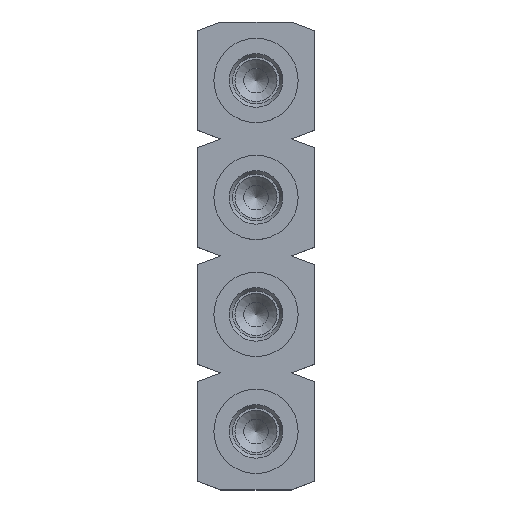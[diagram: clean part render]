
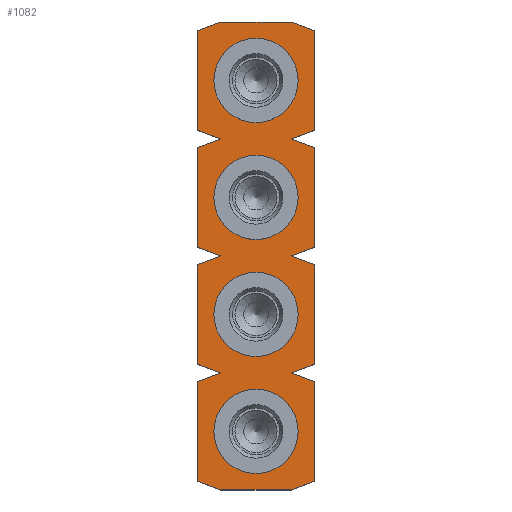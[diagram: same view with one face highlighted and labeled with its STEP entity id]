
A CAD part, top view. The second image highlights one B-rep face of the part: STEP entity #1082.
In plain terms, the highlighted face is planar.
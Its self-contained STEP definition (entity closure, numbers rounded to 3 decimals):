
#519 = VERTEX_POINT('',#520);
#520 = CARTESIAN_POINT('',(0.191,0.,-1.27));
#535 = VERTEX_POINT('',#536);
#536 = CARTESIAN_POINT('',(2.35,0.,-1.27));
#542 = EDGE_CURVE('',#535,#519,#543,.T.);
#543 = LINE('',#544,#545);
#544 = CARTESIAN_POINT('',(10.16,0.,-1.27));
#545 = VECTOR('',#546,1.);
#546 = DIRECTION('',(-1.,0.,0.));
#559 = VERTEX_POINT('',#560);
#560 = CARTESIAN_POINT('',(2.731,0.,-1.27));
#575 = VERTEX_POINT('',#576);
#576 = CARTESIAN_POINT('',(4.89,0.,-1.27));
#582 = EDGE_CURVE('',#575,#559,#583,.T.);
#583 = LINE('',#584,#585);
#584 = CARTESIAN_POINT('',(10.16,0.,-1.27));
#585 = VECTOR('',#586,1.);
#586 = DIRECTION('',(-1.,0.,0.));
#599 = VERTEX_POINT('',#600);
#600 = CARTESIAN_POINT('',(5.271,0.,-1.27));
#615 = VERTEX_POINT('',#616);
#616 = CARTESIAN_POINT('',(7.43,0.,-1.27));
#622 = EDGE_CURVE('',#615,#599,#623,.T.);
#623 = LINE('',#624,#625);
#624 = CARTESIAN_POINT('',(10.16,0.,-1.27));
#625 = VECTOR('',#626,1.);
#626 = DIRECTION('',(-1.,0.,0.));
#639 = VERTEX_POINT('',#640);
#640 = CARTESIAN_POINT('',(7.811,0.,-1.27));
#655 = VERTEX_POINT('',#656);
#656 = CARTESIAN_POINT('',(9.97,0.,-1.27));
#662 = EDGE_CURVE('',#655,#639,#663,.T.);
#663 = LINE('',#664,#665);
#664 = CARTESIAN_POINT('',(10.16,0.,-1.27));
#665 = VECTOR('',#666,1.);
#666 = DIRECTION('',(-1.,0.,0.));
#679 = VERTEX_POINT('',#680);
#680 = CARTESIAN_POINT('',(0.,0.,-0.762));
#686 = EDGE_CURVE('',#679,#687,#689,.T.);
#687 = VERTEX_POINT('',#688);
#688 = CARTESIAN_POINT('',(0.,0.,0.762));
#689 = LINE('',#690,#691);
#690 = CARTESIAN_POINT('',(0.,0.,-1.27));
#691 = VECTOR('',#692,1.);
#692 = DIRECTION('',(0.,0.,1.));
#719 = VERTEX_POINT('',#720);
#720 = CARTESIAN_POINT('',(9.97,0.,1.27));
#735 = VERTEX_POINT('',#736);
#736 = CARTESIAN_POINT('',(7.811,0.,1.27));
#742 = EDGE_CURVE('',#735,#719,#743,.T.);
#743 = LINE('',#744,#745);
#744 = CARTESIAN_POINT('',(0.,0.,1.27));
#745 = VECTOR('',#746,1.);
#746 = DIRECTION('',(1.,0.,0.));
#759 = VERTEX_POINT('',#760);
#760 = CARTESIAN_POINT('',(7.43,0.,1.27));
#775 = VERTEX_POINT('',#776);
#776 = CARTESIAN_POINT('',(5.271,0.,1.27));
#782 = EDGE_CURVE('',#775,#759,#783,.T.);
#783 = LINE('',#784,#785);
#784 = CARTESIAN_POINT('',(0.,0.,1.27));
#785 = VECTOR('',#786,1.);
#786 = DIRECTION('',(1.,0.,0.));
#799 = VERTEX_POINT('',#800);
#800 = CARTESIAN_POINT('',(4.89,0.,1.27));
#815 = VERTEX_POINT('',#816);
#816 = CARTESIAN_POINT('',(2.731,0.,1.27));
#822 = EDGE_CURVE('',#815,#799,#823,.T.);
#823 = LINE('',#824,#825);
#824 = CARTESIAN_POINT('',(0.,0.,1.27));
#825 = VECTOR('',#826,1.);
#826 = DIRECTION('',(1.,0.,0.));
#839 = VERTEX_POINT('',#840);
#840 = CARTESIAN_POINT('',(2.35,0.,1.27));
#855 = VERTEX_POINT('',#856);
#856 = CARTESIAN_POINT('',(0.191,0.,1.27));
#862 = EDGE_CURVE('',#855,#839,#863,.T.);
#863 = LINE('',#864,#865);
#864 = CARTESIAN_POINT('',(0.,0.,1.27));
#865 = VECTOR('',#866,1.);
#866 = DIRECTION('',(1.,0.,0.));
#879 = VERTEX_POINT('',#880);
#880 = CARTESIAN_POINT('',(10.16,0.,-0.762));
#895 = VERTEX_POINT('',#896);
#896 = CARTESIAN_POINT('',(10.16,0.,0.762));
#902 = EDGE_CURVE('',#895,#879,#903,.T.);
#903 = LINE('',#904,#905);
#904 = CARTESIAN_POINT('',(10.16,0.,1.27));
#905 = VECTOR('',#906,1.);
#906 = DIRECTION('',(0.,0.,-1.));
#1082 = ADVANCED_FACE('',(#1083,#1094,#1105,#1116,#1127),#1247,.F.);
#1083 = FACE_BOUND('',#1084,.T.);
#1084 = EDGE_LOOP('',(#1085));
#1085 = ORIENTED_EDGE('',*,*,#1086,.T.);
#1086 = EDGE_CURVE('',#1087,#1087,#1089,.T.);
#1087 = VERTEX_POINT('',#1088);
#1088 = CARTESIAN_POINT('',(1.93,0.,0.));
#1089 = CIRCLE('',#1090,0.66);
#1090 = AXIS2_PLACEMENT_3D('',#1091,#1092,#1093);
#1091 = CARTESIAN_POINT('',(1.27,0.,0.));
#1092 = DIRECTION('',(-0.,1.,0.));
#1093 = DIRECTION('',(1.,0.,0.));
#1094 = FACE_BOUND('',#1095,.T.);
#1095 = EDGE_LOOP('',(#1096));
#1096 = ORIENTED_EDGE('',*,*,#1097,.T.);
#1097 = EDGE_CURVE('',#1098,#1098,#1100,.T.);
#1098 = VERTEX_POINT('',#1099);
#1099 = CARTESIAN_POINT('',(4.47,0.,0.));
#1100 = CIRCLE('',#1101,0.66);
#1101 = AXIS2_PLACEMENT_3D('',#1102,#1103,#1104);
#1102 = CARTESIAN_POINT('',(3.81,0.,0.));
#1103 = DIRECTION('',(-0.,1.,0.));
#1104 = DIRECTION('',(1.,0.,0.));
#1105 = FACE_BOUND('',#1106,.T.);
#1106 = EDGE_LOOP('',(#1107));
#1107 = ORIENTED_EDGE('',*,*,#1108,.T.);
#1108 = EDGE_CURVE('',#1109,#1109,#1111,.T.);
#1109 = VERTEX_POINT('',#1110);
#1110 = CARTESIAN_POINT('',(7.01,0.,0.));
#1111 = CIRCLE('',#1112,0.66);
#1112 = AXIS2_PLACEMENT_3D('',#1113,#1114,#1115);
#1113 = CARTESIAN_POINT('',(6.35,0.,0.));
#1114 = DIRECTION('',(-0.,1.,0.));
#1115 = DIRECTION('',(1.,0.,0.));
#1116 = FACE_BOUND('',#1117,.T.);
#1117 = EDGE_LOOP('',(#1118));
#1118 = ORIENTED_EDGE('',*,*,#1119,.T.);
#1119 = EDGE_CURVE('',#1120,#1120,#1122,.T.);
#1120 = VERTEX_POINT('',#1121);
#1121 = CARTESIAN_POINT('',(9.55,0.,0.));
#1122 = CIRCLE('',#1123,0.66);
#1123 = AXIS2_PLACEMENT_3D('',#1124,#1125,#1126);
#1124 = CARTESIAN_POINT('',(8.89,0.,0.));
#1125 = DIRECTION('',(-0.,1.,0.));
#1126 = DIRECTION('',(1.,0.,0.));
#1127 = FACE_BOUND('',#1128,.T.);
#1128 = EDGE_LOOP('',(#1129,#1135,#1136,#1144,#1150,#1151,#1159,#1165,
    #1166,#1174,#1180,#1181,#1187,#1188,#1194,#1195,#1203,#1209,#1210,
    #1218,#1224,#1225,#1233,#1239,#1240,#1246));
#1129 = ORIENTED_EDGE('',*,*,#1130,.T.);
#1130 = EDGE_CURVE('',#679,#519,#1131,.T.);
#1131 = LINE('',#1132,#1133);
#1132 = CARTESIAN_POINT('',(0.,0.,-0.762));
#1133 = VECTOR('',#1134,1.);
#1134 = DIRECTION('',(0.351,0.,-0.936));
#1135 = ORIENTED_EDGE('',*,*,#542,.F.);
#1136 = ORIENTED_EDGE('',*,*,#1137,.T.);
#1137 = EDGE_CURVE('',#535,#1138,#1140,.T.);
#1138 = VERTEX_POINT('',#1139);
#1139 = CARTESIAN_POINT('',(2.54,0.,-0.762));
#1140 = LINE('',#1141,#1142);
#1141 = CARTESIAN_POINT('',(2.35,0.,-1.27));
#1142 = VECTOR('',#1143,1.);
#1143 = DIRECTION('',(0.351,0.,0.936));
#1144 = ORIENTED_EDGE('',*,*,#1145,.T.);
#1145 = EDGE_CURVE('',#1138,#559,#1146,.T.);
#1146 = LINE('',#1147,#1148);
#1147 = CARTESIAN_POINT('',(2.54,0.,-0.762));
#1148 = VECTOR('',#1149,1.);
#1149 = DIRECTION('',(0.351,0.,-0.936));
#1150 = ORIENTED_EDGE('',*,*,#582,.F.);
#1151 = ORIENTED_EDGE('',*,*,#1152,.T.);
#1152 = EDGE_CURVE('',#575,#1153,#1155,.T.);
#1153 = VERTEX_POINT('',#1154);
#1154 = CARTESIAN_POINT('',(5.08,0.,-0.762));
#1155 = LINE('',#1156,#1157);
#1156 = CARTESIAN_POINT('',(4.89,0.,-1.27));
#1157 = VECTOR('',#1158,1.);
#1158 = DIRECTION('',(0.351,0.,0.936));
#1159 = ORIENTED_EDGE('',*,*,#1160,.T.);
#1160 = EDGE_CURVE('',#1153,#599,#1161,.T.);
#1161 = LINE('',#1162,#1163);
#1162 = CARTESIAN_POINT('',(5.08,0.,-0.762));
#1163 = VECTOR('',#1164,1.);
#1164 = DIRECTION('',(0.351,0.,-0.936));
#1165 = ORIENTED_EDGE('',*,*,#622,.F.);
#1166 = ORIENTED_EDGE('',*,*,#1167,.T.);
#1167 = EDGE_CURVE('',#615,#1168,#1170,.T.);
#1168 = VERTEX_POINT('',#1169);
#1169 = CARTESIAN_POINT('',(7.62,0.,-0.762));
#1170 = LINE('',#1171,#1172);
#1171 = CARTESIAN_POINT('',(7.43,0.,-1.27));
#1172 = VECTOR('',#1173,1.);
#1173 = DIRECTION('',(0.351,0.,0.936));
#1174 = ORIENTED_EDGE('',*,*,#1175,.T.);
#1175 = EDGE_CURVE('',#1168,#639,#1176,.T.);
#1176 = LINE('',#1177,#1178);
#1177 = CARTESIAN_POINT('',(7.62,0.,-0.762));
#1178 = VECTOR('',#1179,1.);
#1179 = DIRECTION('',(0.351,0.,-0.936));
#1180 = ORIENTED_EDGE('',*,*,#662,.F.);
#1181 = ORIENTED_EDGE('',*,*,#1182,.T.);
#1182 = EDGE_CURVE('',#655,#879,#1183,.T.);
#1183 = LINE('',#1184,#1185);
#1184 = CARTESIAN_POINT('',(9.97,0.,-1.27));
#1185 = VECTOR('',#1186,1.);
#1186 = DIRECTION('',(0.351,0.,0.936));
#1187 = ORIENTED_EDGE('',*,*,#902,.F.);
#1188 = ORIENTED_EDGE('',*,*,#1189,.T.);
#1189 = EDGE_CURVE('',#895,#719,#1190,.T.);
#1190 = LINE('',#1191,#1192);
#1191 = CARTESIAN_POINT('',(10.16,0.,0.762));
#1192 = VECTOR('',#1193,1.);
#1193 = DIRECTION('',(-0.351,0.,0.936));
#1194 = ORIENTED_EDGE('',*,*,#742,.F.);
#1195 = ORIENTED_EDGE('',*,*,#1196,.T.);
#1196 = EDGE_CURVE('',#735,#1197,#1199,.T.);
#1197 = VERTEX_POINT('',#1198);
#1198 = CARTESIAN_POINT('',(7.62,0.,0.762));
#1199 = LINE('',#1200,#1201);
#1200 = CARTESIAN_POINT('',(7.811,0.,1.27));
#1201 = VECTOR('',#1202,1.);
#1202 = DIRECTION('',(-0.351,0.,-0.936));
#1203 = ORIENTED_EDGE('',*,*,#1204,.T.);
#1204 = EDGE_CURVE('',#1197,#759,#1205,.T.);
#1205 = LINE('',#1206,#1207);
#1206 = CARTESIAN_POINT('',(7.62,0.,0.762));
#1207 = VECTOR('',#1208,1.);
#1208 = DIRECTION('',(-0.351,0.,0.936));
#1209 = ORIENTED_EDGE('',*,*,#782,.F.);
#1210 = ORIENTED_EDGE('',*,*,#1211,.T.);
#1211 = EDGE_CURVE('',#775,#1212,#1214,.T.);
#1212 = VERTEX_POINT('',#1213);
#1213 = CARTESIAN_POINT('',(5.08,0.,0.762));
#1214 = LINE('',#1215,#1216);
#1215 = CARTESIAN_POINT('',(5.271,0.,1.27));
#1216 = VECTOR('',#1217,1.);
#1217 = DIRECTION('',(-0.351,0.,-0.936));
#1218 = ORIENTED_EDGE('',*,*,#1219,.T.);
#1219 = EDGE_CURVE('',#1212,#799,#1220,.T.);
#1220 = LINE('',#1221,#1222);
#1221 = CARTESIAN_POINT('',(5.08,0.,0.762));
#1222 = VECTOR('',#1223,1.);
#1223 = DIRECTION('',(-0.351,0.,0.936));
#1224 = ORIENTED_EDGE('',*,*,#822,.F.);
#1225 = ORIENTED_EDGE('',*,*,#1226,.T.);
#1226 = EDGE_CURVE('',#815,#1227,#1229,.T.);
#1227 = VERTEX_POINT('',#1228);
#1228 = CARTESIAN_POINT('',(2.54,0.,0.762));
#1229 = LINE('',#1230,#1231);
#1230 = CARTESIAN_POINT('',(2.731,0.,1.27));
#1231 = VECTOR('',#1232,1.);
#1232 = DIRECTION('',(-0.351,0.,-0.936));
#1233 = ORIENTED_EDGE('',*,*,#1234,.T.);
#1234 = EDGE_CURVE('',#1227,#839,#1235,.T.);
#1235 = LINE('',#1236,#1237);
#1236 = CARTESIAN_POINT('',(2.54,0.,0.762));
#1237 = VECTOR('',#1238,1.);
#1238 = DIRECTION('',(-0.351,0.,0.936));
#1239 = ORIENTED_EDGE('',*,*,#862,.F.);
#1240 = ORIENTED_EDGE('',*,*,#1241,.T.);
#1241 = EDGE_CURVE('',#855,#687,#1242,.T.);
#1242 = LINE('',#1243,#1244);
#1243 = CARTESIAN_POINT('',(0.191,0.,1.27));
#1244 = VECTOR('',#1245,1.);
#1245 = DIRECTION('',(-0.351,0.,-0.936));
#1246 = ORIENTED_EDGE('',*,*,#686,.F.);
#1247 = PLANE('',#1248);
#1248 = AXIS2_PLACEMENT_3D('',#1249,#1250,#1251);
#1249 = CARTESIAN_POINT('',(0.,0.,0.));
#1250 = DIRECTION('',(0.,1.,0.));
#1251 = DIRECTION('',(0.,-0.,1.));
